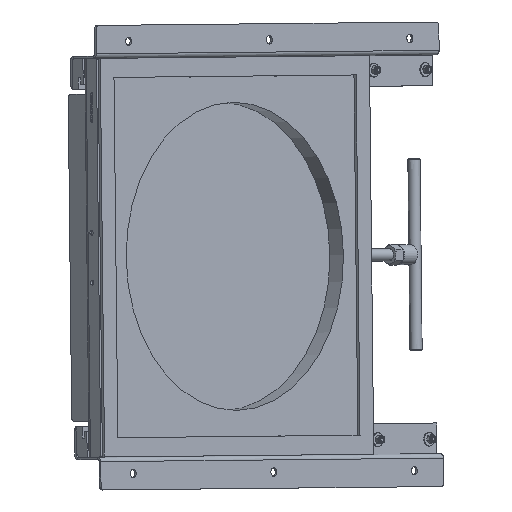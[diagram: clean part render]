
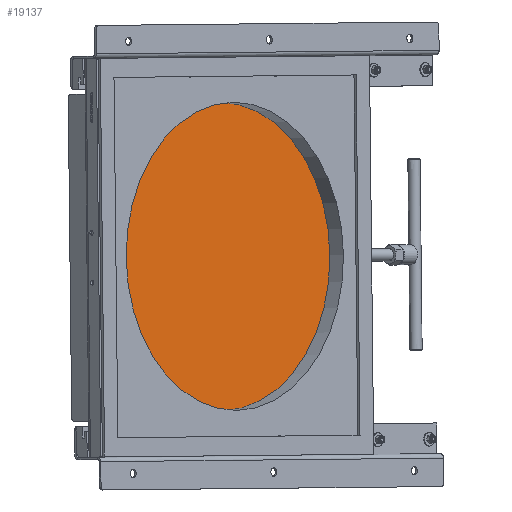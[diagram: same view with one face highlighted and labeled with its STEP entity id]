
A CAD part, isometric view. The second image highlights one B-rep face of the part: STEP entity #19137.
In plain terms, the highlighted planar face has unit normal (0.098, -0.905, 0.414).
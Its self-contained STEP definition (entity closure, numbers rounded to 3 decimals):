
#185 = DIRECTION ( 'NONE',  ( 0.401, 0.416, 0.816 ) ) ;
#914 = DIRECTION ( 'NONE',  ( -0.911, 0.086, 0.404 ) ) ;
#1715 = AXIS2_PLACEMENT_3D ( 'NONE', #31398, #12946, #12599 ) ;
#1891 = CARTESIAN_POINT ( 'NONE',  ( 507.304, 209.856, 586.163 ) ) ;
#2061 = CIRCLE ( 'NONE', #26213, 5. ) ;
#2658 = VERTEX_POINT ( 'NONE', #17180 ) ;
#2863 = ORIENTED_EDGE ( 'NONE', *, *, #29142, .F. ) ;
#3241 = CARTESIAN_POINT ( 'NONE',  ( -0.775, 151.942, 579.192 ) ) ;
#4027 = VERTEX_POINT ( 'NONE', #23732 ) ;
#4048 = CARTESIAN_POINT ( 'NONE',  ( 302.352, 229.265, 676.953 ) ) ;
#4050 = DIRECTION ( 'NONE',  ( 0.401, 0.416, 0.816 ) ) ;
#4413 = EDGE_CURVE ( 'NONE', #4027, #4448, #12601, .T. ) ;
#4448 = VERTEX_POINT ( 'NONE', #25413 ) ;
#4832 = EDGE_CURVE ( 'NONE', #32285, #32299, #2061, .T. ) ;
#5097 = CARTESIAN_POINT ( 'NONE',  ( 509.854, 207.344, 580.065 ) ) ;
#5356 = LINE ( 'NONE', #3241, #32463 ) ;
#5437 = AXIS2_PLACEMENT_3D ( 'NONE', #30771, #6498, #25156 ) ;
#6498 = DIRECTION ( 'NONE',  ( 0.098, -0.905, 0.414 ) ) ;
#6550 = ORIENTED_EDGE ( 'NONE', *, *, #25724, .T. ) ;
#6667 = CARTESIAN_POINT ( 'NONE',  ( -92.391, 56.859, 392.703 ) ) ;
#6727 = DIRECTION ( 'NONE',  ( 0.401, 0.416, 0.816 ) ) ;
#6918 = VECTOR ( 'NONE', #6727, 1000. ) ;
#7320 = CIRCLE ( 'NONE', #1715, 5. ) ;
#7548 = EDGE_CURVE ( 'NONE', #10562, #16409, #9355, .T. ) ;
#7550 = CARTESIAN_POINT ( 'NONE',  ( 95.395, 246.593, 763.663 ) ) ;
#7821 = CARTESIAN_POINT ( 'NONE',  ( -0.775, 151.942, 579.192 ) ) ;
#7937 = DIRECTION ( 'NONE',  ( 0.401, 0.416, 0.816 ) ) ;
#7997 = DIRECTION ( 'NONE',  ( 0.401, 0.416, 0.816 ) ) ;
#8769 = EDGE_LOOP ( 'NONE', ( #28981, #13457, #32260, #12089, #6550, #22155, #29381, #25018, #2863, #14145, #11920, #15934 ) ) ;
#8968 = DIRECTION ( 'NONE',  ( 0.401, 0.416, 0.816 ) ) ;
#9355 = LINE ( 'NONE', #30819, #6918 ) ;
#10361 = CARTESIAN_POINT ( 'NONE',  ( 322.068, 17.61, 209.105 ) ) ;
#10562 = VERTEX_POINT ( 'NONE', #32074 ) ;
#10573 = EDGE_CURVE ( 'NONE', #24069, #10562, #29473, .T. ) ;
#10578 = FACE_OUTER_BOUND ( 'NONE', #8769, .T. ) ;
#10928 = CARTESIAN_POINT ( 'NONE',  ( 208.731, 132.102, 486.384 ) ) ;
#11155 = VERTEX_POINT ( 'NONE', #5097 ) ;
#11920 = ORIENTED_EDGE ( 'NONE', *, *, #10573, .F. ) ;
#12044 = CARTESIAN_POINT ( 'NONE',  ( 326.622, 17.178, 207.087 ) ) ;
#12089 = ORIENTED_EDGE ( 'NONE', *, *, #4413, .F. ) ;
#12111 = LINE ( 'NONE', #4048, #26804 ) ;
#12599 = DIRECTION ( 'NONE',  ( 0.401, 0.416, 0.816 ) ) ;
#12601 = LINE ( 'NONE', #15026, #27868 ) ;
#12946 = DIRECTION ( 'NONE',  ( 0.098, -0.905, 0.414 ) ) ;
#13457 = ORIENTED_EDGE ( 'NONE', *, *, #4832, .T. ) ;
#14145 = ORIENTED_EDGE ( 'NONE', *, *, #7548, .F. ) ;
#15026 = CARTESIAN_POINT ( 'NONE',  ( 418.238, 112.261, 393.576 ) ) ;
#15672 = DIRECTION ( 'NONE',  ( 0.911, -0.086, -0.404 ) ) ;
#15860 = CARTESIAN_POINT ( 'NONE',  ( 115.111, 34.938, 295.814 ) ) ;
#15934 = ORIENTED_EDGE ( 'NONE', *, *, #25262, .T. ) ;
#16409 = VERTEX_POINT ( 'NONE', #18501 ) ;
#17180 = CARTESIAN_POINT ( 'NONE',  ( 90.84, 247.025, 765.681 ) ) ;
#17376 = VECTOR ( 'NONE', #15672, 1000. ) ;
#18388 = VERTEX_POINT ( 'NONE', #1891 ) ;
#18488 = LINE ( 'NONE', #15860, #17376 ) ;
#18501 = CARTESIAN_POINT ( 'NONE',  ( 84.826, 240.783, 753.438 ) ) ;
#19137 = ADVANCED_FACE ( 'NONE', ( #10578 ), #21308, .T. ) ;
#19746 = AXIS2_PLACEMENT_3D ( 'NONE', #7550, #28144, #4050 ) ;
#20188 = EDGE_CURVE ( 'NONE', #28822, #2658, #31534, .T. ) ;
#21175 = EDGE_CURVE ( 'NONE', #32299, #4448, #33362, .T. ) ;
#21308 = PLANE ( 'NONE',  #22033 ) ;
#22033 = AXIS2_PLACEMENT_3D ( 'NONE', #10928, #32014, #7937 ) ;
#22155 = ORIENTED_EDGE ( 'NONE', *, *, #27234, .T. ) ;
#22250 = DIRECTION ( 'NONE',  ( -0.401, -0.416, -0.816 ) ) ;
#22268 = CARTESIAN_POINT ( 'NONE',  ( 320.063, 15.529, 205.024 ) ) ;
#22348 = LINE ( 'NONE', #33051, #23680 ) ;
#22856 = VECTOR ( 'NONE', #7997, 1000. ) ;
#23385 = EDGE_CURVE ( 'NONE', #30993, #32285, #18488, .T. ) ;
#23680 = VECTOR ( 'NONE', #8968, 1000. ) ;
#23732 = CARTESIAN_POINT ( 'NONE',  ( 503.839, 201.103, 567.822 ) ) ;
#24055 = CARTESIAN_POINT ( 'NONE',  ( 97.4, 248.674, 767.744 ) ) ;
#24069 = VERTEX_POINT ( 'NONE', #6667 ) ;
#24268 = DIRECTION ( 'NONE',  ( 0.098, -0.905, 0.414 ) ) ;
#24713 = DIRECTION ( 'NONE',  ( 0.401, 0.416, 0.816 ) ) ;
#25018 = ORIENTED_EDGE ( 'NONE', *, *, #20188, .T. ) ;
#25156 = DIRECTION ( 'NONE',  ( 0.401, 0.416, 0.816 ) ) ;
#25262 = EDGE_CURVE ( 'NONE', #24069, #30993, #7320, .T. ) ;
#25413 = CARTESIAN_POINT ( 'NONE',  ( 332.636, 23.42, 219.329 ) ) ;
#25478 = CARTESIAN_POINT ( 'NONE',  ( 418.238, 112.261, 393.576 ) ) ;
#25724 = EDGE_CURVE ( 'NONE', #4027, #11155, #22348, .T. ) ;
#26213 = AXIS2_PLACEMENT_3D ( 'NONE', #10361, #24268, #185 ) ;
#26804 = VECTOR ( 'NONE', #914, 1000. ) ;
#27232 = EDGE_CURVE ( 'NONE', #18388, #28822, #12111, .T. ) ;
#27234 = EDGE_CURVE ( 'NONE', #11155, #18388, #30691, .T. ) ;
#27628 = VECTOR ( 'NONE', #27771, 1000. ) ;
#27771 = DIRECTION ( 'NONE',  ( 0.401, 0.416, 0.816 ) ) ;
#27868 = VECTOR ( 'NONE', #22250, 1000. ) ;
#28144 = DIRECTION ( 'NONE',  ( 0.098, -0.905, 0.414 ) ) ;
#28822 = VERTEX_POINT ( 'NONE', #24055 ) ;
#28981 = ORIENTED_EDGE ( 'NONE', *, *, #23385, .T. ) ;
#29142 = EDGE_CURVE ( 'NONE', #16409, #2658, #5356, .T. ) ;
#29381 = ORIENTED_EDGE ( 'NONE', *, *, #27232, .T. ) ;
#29473 = LINE ( 'NONE', #7821, #22856 ) ;
#29718 = CARTESIAN_POINT ( 'NONE',  ( -89.841, 54.347, 386.605 ) ) ;
#30691 = CIRCLE ( 'NONE', #5437, 5. ) ;
#30771 = CARTESIAN_POINT ( 'NONE',  ( 505.299, 207.776, 582.082 ) ) ;
#30819 = CARTESIAN_POINT ( 'NONE',  ( -0.775, 151.942, 579.192 ) ) ;
#30993 = VERTEX_POINT ( 'NONE', #29718 ) ;
#31398 = CARTESIAN_POINT ( 'NONE',  ( -87.837, 56.428, 390.686 ) ) ;
#31534 = CIRCLE ( 'NONE', #19746, 5. ) ;
#32014 = DIRECTION ( 'NONE',  ( 0.098, -0.905, 0.414 ) ) ;
#32074 = CARTESIAN_POINT ( 'NONE',  ( -86.377, 63.101, 404.945 ) ) ;
#32260 = ORIENTED_EDGE ( 'NONE', *, *, #21175, .T. ) ;
#32285 = VERTEX_POINT ( 'NONE', #22268 ) ;
#32299 = VERTEX_POINT ( 'NONE', #12044 ) ;
#32463 = VECTOR ( 'NONE', #24713, 1000. ) ;
#33051 = CARTESIAN_POINT ( 'NONE',  ( 418.238, 112.261, 393.576 ) ) ;
#33362 = LINE ( 'NONE', #25478, #27628 ) ;
